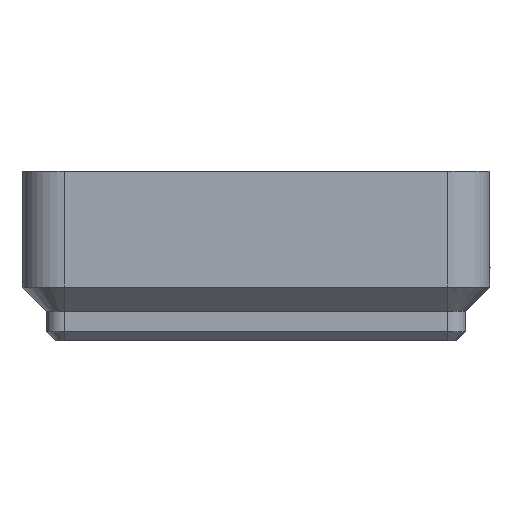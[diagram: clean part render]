
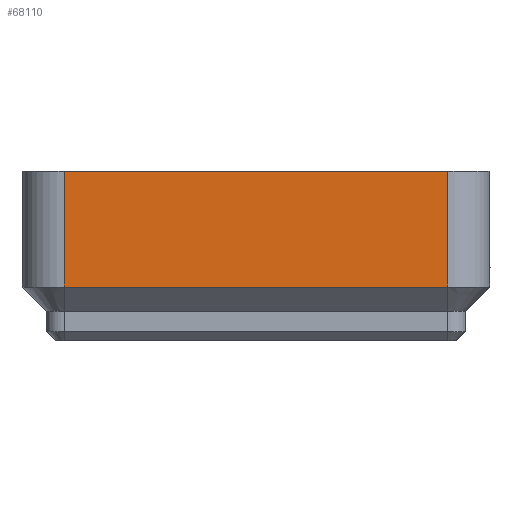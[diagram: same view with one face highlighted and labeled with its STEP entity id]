
A CAD part, front view. The second image highlights one B-rep face of the part: STEP entity #68110.
In plain terms, the highlighted planar face has unit normal (0, -1, 0).
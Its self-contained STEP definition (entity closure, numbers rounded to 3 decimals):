
#16240=CARTESIAN_POINT('',(290.,126.25,15.));
#16250=VERTEX_POINT('',#16240);
#16280=CARTESIAN_POINT('',(294.,126.25,15.));
#16290=DIRECTION('',(1.,0.,0.));
#16300=VECTOR('',#16290,1.);
#16310=LINE('',#16280,#16300);
#16320=CARTESIAN_POINT('',(256.,126.25,15.));
#16330=VERTEX_POINT('',#16320);
#16340=EDGE_CURVE('',#16330,#16250,#16310,.T.);
#67810=CARTESIAN_POINT('',(290.,126.25,5.));
#67820=DIRECTION('',(0.,-1.,-0.));
#67830=DIRECTION('',(-1.,0.,0.));
#67840=AXIS2_PLACEMENT_3D('',#67810,#67820,#67830);
#67850=PLANE('',#67840);
#67860=ORIENTED_EDGE('',*,*,#16340,.F.);
#67870=CARTESIAN_POINT('',(290.,126.25,0.));
#67880=DIRECTION('',(0.,0.,-1.));
#67890=VECTOR('',#67880,1.);
#67900=LINE('',#67870,#67890);
#67910=CARTESIAN_POINT('',(290.,126.25,4.75));
#67920=VERTEX_POINT('',#67910);
#67930=EDGE_CURVE('',#16250,#67920,#67900,.T.);
#67940=ORIENTED_EDGE('',*,*,#67930,.F.);
#67950=CARTESIAN_POINT('',(546.,126.25,4.75));
#67960=DIRECTION('',(1.,0.,0.));
#67970=VECTOR('',#67960,1.);
#67980=LINE('',#67950,#67970);
#67990=CARTESIAN_POINT('',(256.,126.25,4.75));
#68000=VERTEX_POINT('',#67990);
#68010=EDGE_CURVE('',#68000,#67920,#67980,.T.);
#68020=ORIENTED_EDGE('',*,*,#68010,.T.);
#68030=CARTESIAN_POINT('',(256.,126.25,0.));
#68040=DIRECTION('',(0.,0.,-1.));
#68050=VECTOR('',#68040,1.);
#68060=LINE('',#68030,#68050);
#68070=EDGE_CURVE('',#16330,#68000,#68060,.T.);
#68080=ORIENTED_EDGE('',*,*,#68070,.T.);
#68090=EDGE_LOOP('',(#68080,#68020,#67940,#67860));
#68100=FACE_OUTER_BOUND('',#68090,.T.);
#68110=ADVANCED_FACE('',(#68100),#67850,.T.);
